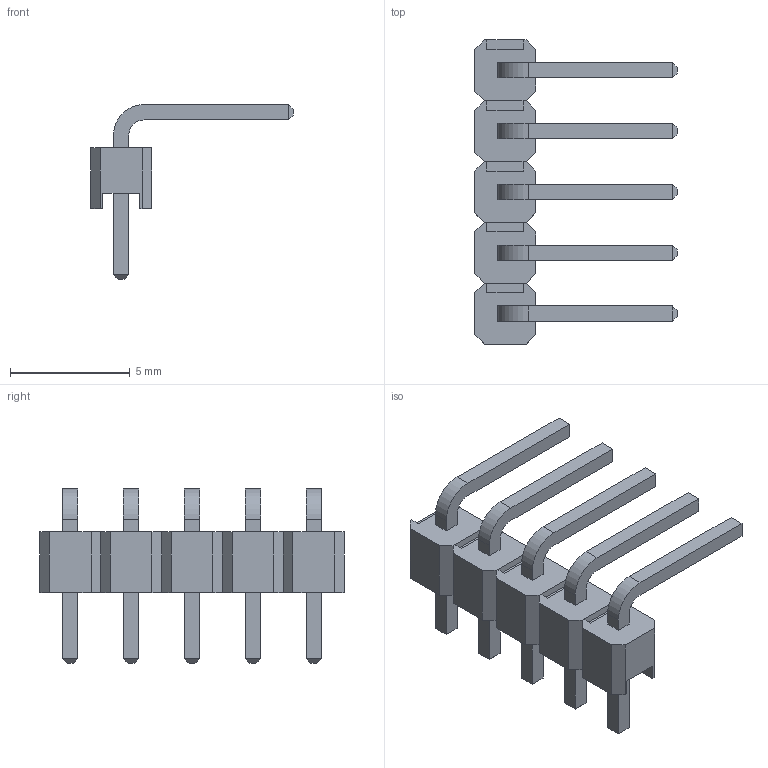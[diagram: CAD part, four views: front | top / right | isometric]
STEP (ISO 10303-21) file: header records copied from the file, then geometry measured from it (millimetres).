
FILE_DESCRIPTION(('FreeCAD Model'),'2;1');
FILE_NAME('5Pin.step','2021-01-26T11:47:11',( 'Author'),(''),'Open CASCADE STEP processor 7.3','FreeCAD','Unknown' );
FILE_SCHEMA(('AUTOMOTIVE_DESIGN { 1 0 10303 214 1 1 1 1 }'));
Length unit declared in the file: millimetre
Products named in the file (5): Fusion004; Fusion003; Fusion002; Fusion001; Fusion
Bounding box: 8.45 x 12.7 x 7.3 mm (x, y, z)
Volume: 88.3 mm3; surface area: 334.1 mm2
Topology: 5 solids, 5 shells, 200 faces, 500 edges, 320 vertices
Faces by surface type: plane 190, cylinder 10
Entity records: 13653 total; most frequent: CARTESIAN_POINT 2121, DIRECTION 1822, LINE 1360, VECTOR 1360, ORIENTED_EDGE 1000, PCURVE 1000, DEFINITIONAL_REPRESENTATION 1000, EDGE_CURVE 500
